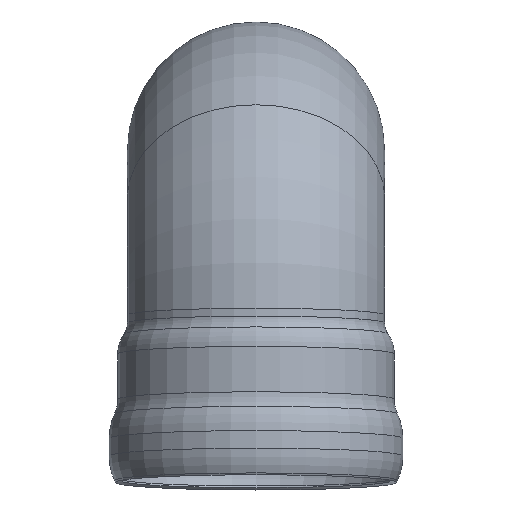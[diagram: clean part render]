
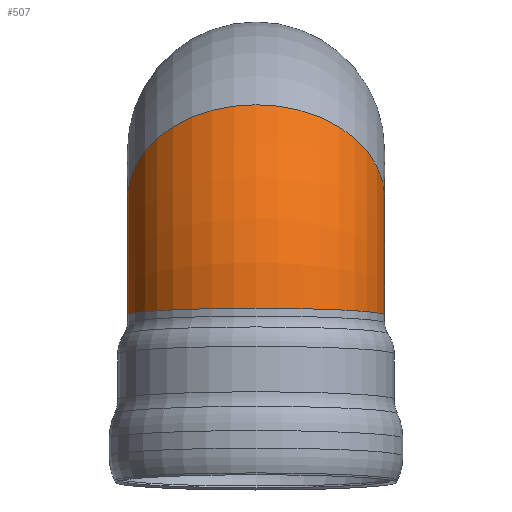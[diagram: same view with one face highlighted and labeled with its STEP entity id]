
A CAD part, top view. The second image highlights one B-rep face of the part: STEP entity #507.
In plain terms, the highlighted toroidal (fillet/blend) face has major radius 900 mm and minor radius 665 mm.
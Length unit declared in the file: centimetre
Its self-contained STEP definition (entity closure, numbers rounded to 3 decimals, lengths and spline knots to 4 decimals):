
#37=TOROIDAL_SURFACE('',#564,90.,66.5);
#59=FACE_OUTER_BOUND('',#92,.T.);
#92=EDGE_LOOP('',(#382,#383,#384,#385));
#163=CIRCLE('',#565,66.5);
#164=CIRCLE('',#566,23.5);
#165=CIRCLE('',#567,66.5);
#222=VERTEX_POINT('',#897);
#223=VERTEX_POINT('',#899);
#280=EDGE_CURVE('',#222,#222,#163,.T.);
#281=EDGE_CURVE('',#222,#223,#164,.T.);
#282=EDGE_CURVE('',#223,#223,#165,.T.);
#382=ORIENTED_EDGE('',*,*,#280,.F.);
#383=ORIENTED_EDGE('',*,*,#281,.T.);
#384=ORIENTED_EDGE('',*,*,#282,.T.);
#385=ORIENTED_EDGE('',*,*,#281,.F.);
#507=ADVANCED_FACE('',(#59),#37,.T.);
#564=AXIS2_PLACEMENT_3D('',#896,#702,#703);
#565=AXIS2_PLACEMENT_3D('',#898,#704,#705);
#566=AXIS2_PLACEMENT_3D('',#900,#706,#707);
#567=AXIS2_PLACEMENT_3D('',#901,#708,#709);
#702=DIRECTION('center_axis',(1.,0.,0.));
#703=DIRECTION('ref_axis',(0.,0.725,0.688));
#704=DIRECTION('center_axis',(0.,-0.999,
0.052));
#705=DIRECTION('ref_axis',(0.,0.052,0.999));
#706=DIRECTION('center_axis',(-1.,0.,0.));
#707=DIRECTION('ref_axis',(0.,0.725,0.688));
#708=DIRECTION('center_axis',(0.,-0.688,
0.725));
#709=DIRECTION('ref_axis',(0.,-0.725,-0.688));
#896=CARTESIAN_POINT('Origin',(0.,-90.,94.));
#897=CARTESIAN_POINT('',(0.,-88.7701,117.4678));
#898=CARTESIAN_POINT('Origin',(0.,-85.2898,183.8767));
#899=CARTESIAN_POINT('',(0.,-72.9537,110.1763));
#900=CARTESIAN_POINT('Origin',(0.,-90.,94.));
#901=CARTESIAN_POINT('Origin',(0.,-24.7163,155.9519));
